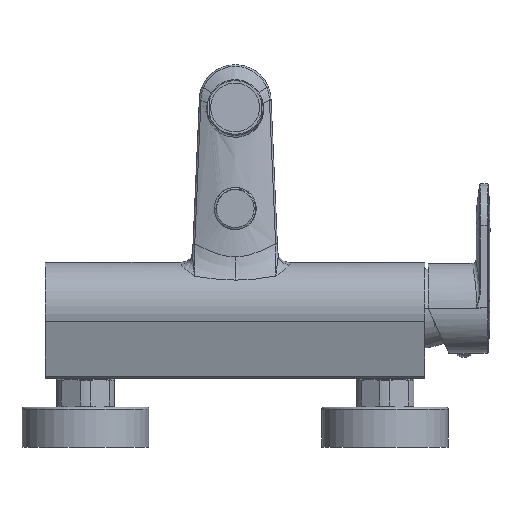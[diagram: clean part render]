
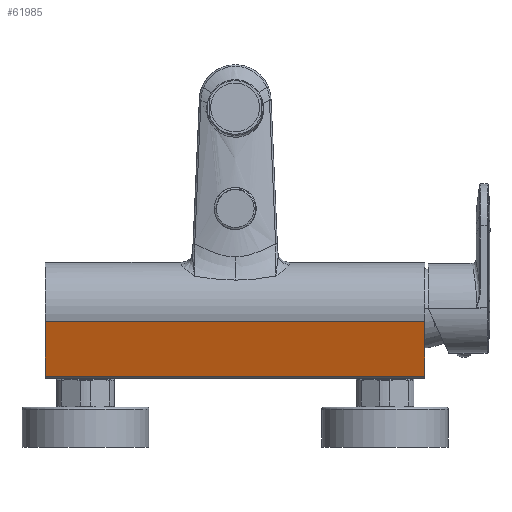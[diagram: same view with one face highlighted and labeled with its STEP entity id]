
A CAD part, front view. The second image highlights one B-rep face of the part: STEP entity #61985.
In plain terms, the highlighted planar face has unit normal (0, -0.958, -0.288).
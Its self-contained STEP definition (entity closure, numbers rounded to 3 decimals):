
#17668=DIRECTION('',(0.,0.288,-0.958));
#17669=VECTOR('',#17668,28.52);
#17670=CARTESIAN_POINT('',(-170.,-22.027,-6.618));
#17671=LINE('',#17670,#17669);
#17672=DIRECTION('',(-1.,0.,0.));
#17673=VECTOR('',#17672,190.);
#17674=CARTESIAN_POINT('',(20.,-22.027,-6.618));
#17675=LINE('',#17674,#17673);
#17676=DIRECTION('',(0.,0.288,-0.958));
#17677=VECTOR('',#17676,28.52);
#17678=CARTESIAN_POINT('',(20.,-22.027,-6.618));
#17679=LINE('',#17678,#17677);
#17680=DIRECTION('',(1.,0.,0.));
#17681=VECTOR('',#17680,190.);
#17682=CARTESIAN_POINT('',(-170.,-13.821,-33.932));
#17683=LINE('',#17682,#17681);
#24007=CARTESIAN_POINT('',(20.,-22.027,-6.618));
#24008=VERTEX_POINT('',#24007);
#24009=CARTESIAN_POINT('',(20.,-13.821,-33.932));
#24010=VERTEX_POINT('',#24009);
#24019=CARTESIAN_POINT('',(-170.,-22.027,-6.618));
#24020=VERTEX_POINT('',#24019);
#24021=CARTESIAN_POINT('',(-170.,-13.821,-33.932));
#24022=VERTEX_POINT('',#24021);
#61973=CARTESIAN_POINT('',(21.5,-22.027,-6.618));
#61974=DIRECTION('',(0.,-0.958,-0.288));
#61975=DIRECTION('',(0.,0.288,-0.958));
#61976=AXIS2_PLACEMENT_3D('',#61973,#61974,#61975);
#61977=PLANE('',#61976);
#61978=ORIENTED_EDGE('',*,*,#61911,.F.);
#61979=ORIENTED_EDGE('',*,*,#61936,.F.);
#61980=ORIENTED_EDGE('',*,*,#61862,.T.);
#61982=ORIENTED_EDGE('',*,*,#61981,.F.);
#61983=EDGE_LOOP('',(#61978,#61979,#61980,#61982));
#61984=FACE_OUTER_BOUND('',#61983,.F.);
#61985=ADVANCED_FACE('',(#61984),#61977,.T.);
#61862=EDGE_CURVE('',#24008,#24010,#17679,.T.);
#61911=EDGE_CURVE('',#24020,#24022,#17671,.T.);
#61936=EDGE_CURVE('',#24008,#24020,#17675,.T.);
#61981=EDGE_CURVE('',#24022,#24010,#17683,.T.);
